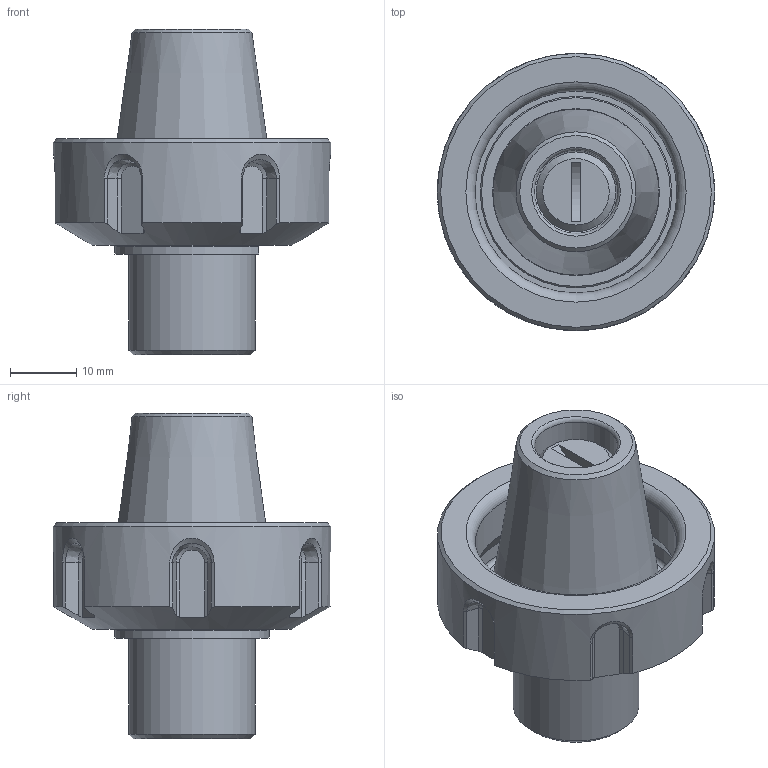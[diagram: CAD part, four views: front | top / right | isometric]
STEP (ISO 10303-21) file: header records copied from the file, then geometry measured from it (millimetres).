
FILE_DESCRIPTION(/* description */ (''),/* implementation_level */ '2;1');
FILE_NAME(/* name */ '716225160.stp',/* time_stamp */ '2021-01-27T12:43:08',/* author */ ('LRA'),/* organization */ ('REGO-FIX'),/* preprocessor_version */ ' Unknown',/* originating_system */ 'SIEMENS PLM Software Solid Edge ST10',/* authorization */ 'Unknown');
FILE_SCHEMA (('AUTOMOTIVE_DESIGN { 1 0 10303 214 2 1 1}'));
Length unit declared in the file: millimetre
Products named in the file (1): NOCUT
Bounding box: 41.7 x 41.7 x 49 mm (x, y, z)
Volume: 21274 mm3; surface area: 11178.1 mm2
Topology: 1 solids, 1 shells, 118 faces, 272 edges, 168 vertices
Faces by surface type: plane 61, cone 34, cylinder 17, torus 6
Full cylindrical faces by diameter (mm): 10 x1, 10.5 x1, 10.917 x1, 12 x1, 12.5 x1, 17.9 x1, 19 x2, 19.4 x1, 24.3 x1, 28.8 x1, 30.376 x1, 32.5 x1, 41.7 x1
Entity records: 3959 total; most frequent: DIRECTION 570, CARTESIAN_POINT 570, ORIENTED_EDGE 450, AXIS2_PLACEMENT_3D 235, EDGE_CURVE 225, EDGE_LOOP 166, FACE_BOUND 166, VERTEX_POINT 157
